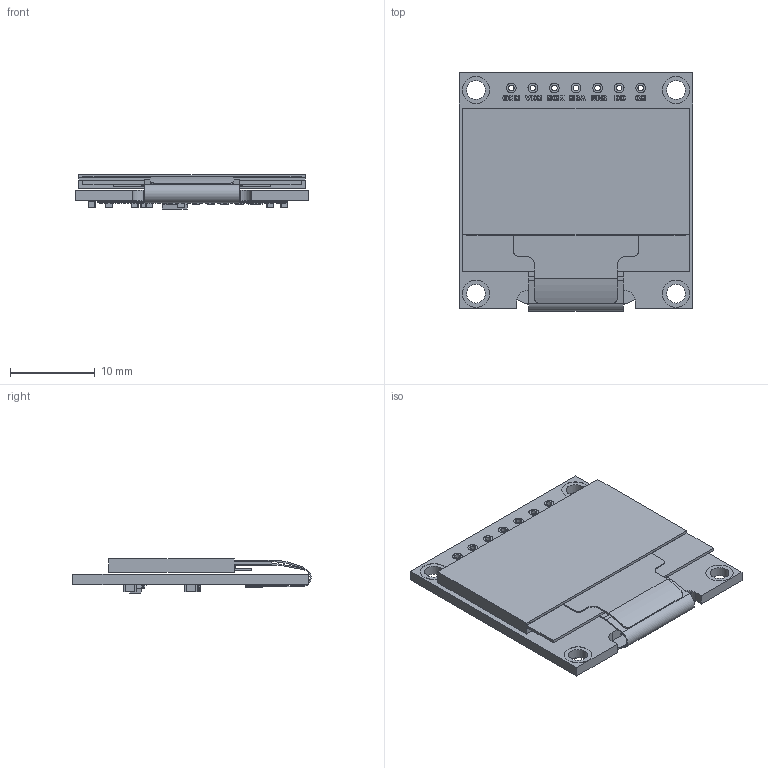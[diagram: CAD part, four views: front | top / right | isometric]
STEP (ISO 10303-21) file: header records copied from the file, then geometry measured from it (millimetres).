
FILE_DESCRIPTION(/* description */ ('Unknown'),/* implementation_level */ '2;1');
FILE_NAME(/* name */ '0.96 OLED Module - SPI',/* time_stamp */ '2019-04-30T16:32:29-04:00',/* author */ ('John Loeffler'),/* organization */ ('Unknown'),/* preprocessor_version */ 'ST-DEVELOPER v16.7',/* originating_system */ 'DEX',/* authorisation */ $);
FILE_SCHEMA (('AUTOMOTIVE_DESIGN {1 0 10303 214 3 1 1}'));
Products named in the file (8): 0.96 OLED Module - SPI; 0.96 OLED - Board - SPI; 0.96 OLED - Flat Reverse; 0.96 OLED - Glass; 0603 Resistor; SOT-23; 0603 Capacitor
Assembly tree (19 placements, depth 3):
  0.96 OLED Module - SPI
    0.96 OLED - Board - SPI
    0.96 OLED - Flat Reverse
      0.96 OLED - Glass
      0.96 OLED - Flat Reverse
    0603 Resistor  x6
    SOT-23
    0603 Capacitor  x8
Bounding box: 27.51 x 28.04 x 4.03 mm (x, y, z)
Volume: 2006 mm3; surface area: 4492.8 mm2
Topology: 18 solids, 38 shells, 1960 faces, 4792 edges, 3128 vertices
Faces by surface type: plane 1558, bspline 273, cylinder 129
Full cylindrical faces by diameter (mm): 0.66 x7, 0.8 x2, 1.143 x14, 2.21 x4, 3.226 x8
Entity records: 69117 total; most frequent: CARTESIAN_POINT 22050, ORIENTED_EDGE 7916, DIRECTION 5912, EDGE_CURVE 3958, LINE 2816, VECTOR 2816, VERTEX_POINT 2628, EDGE_LOOP 1862
